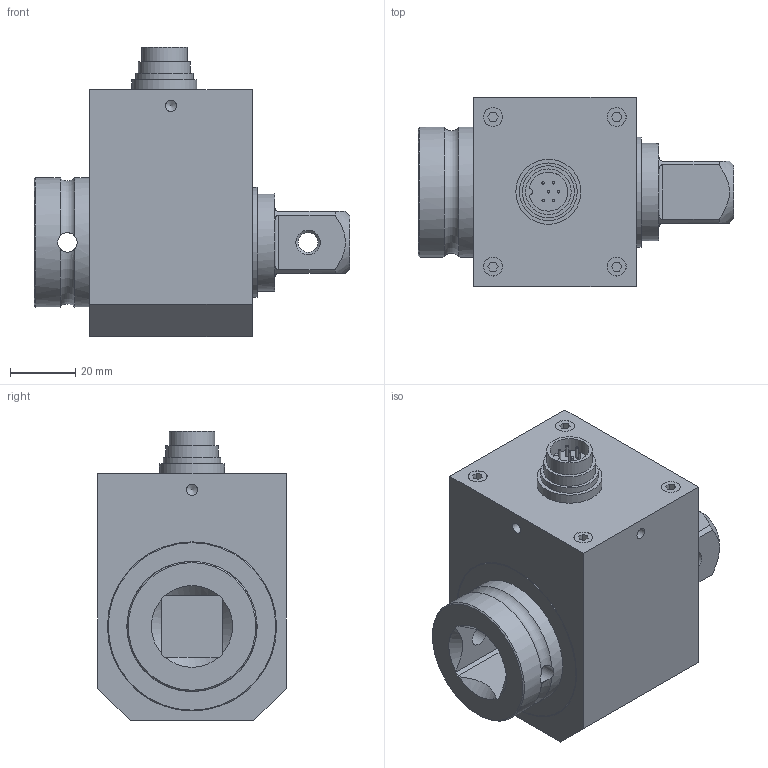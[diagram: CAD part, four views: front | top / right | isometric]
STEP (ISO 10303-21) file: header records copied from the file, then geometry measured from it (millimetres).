
FILE_DESCRIPTION((''),'2;1');
FILE_NAME('TRD300 500 N-m.stp','2010-12-13T13:48:49',('thomasl'),(''),'Autodesk Inventor 2008','Autodesk Inventor 2008','');
FILE_SCHEMA(('AUTOMOTIVE_DESIGN { 1 0 10303 214 1 1 1 1 }'));
Length unit declared in the file: inch
Products named in the file (2): TRD300 500 N-m; PART1
Assembly tree (1 placements, depth 2):
  TRD300 500 N-m
    PART1
Bounding box: 97 x 58 x 89 mm (x, y, z)
Volume: 238078 mm3; surface area: 32361.5 mm2
Topology: 1 solids, 10 shells, 172 faces, 385 edges, 255 vertices
Faces by surface type: plane 94, cylinder 56, cone 20, torus 2
Full cylindrical faces by diameter (mm): 0.762 x6, 2.896 x4, 3.422 x3, 3.505 x4, 3.556 x4, 5.74 x4, 5.842 x4, 6 x3, 14 x1, 16 x1, 17.75 x1, 19.05 x1, 20 x1, 30 x1, 33.8 x1, 40 x2, 52 x1
Entity records: 4560 total; most frequent: CARTESIAN_POINT 949, DIRECTION 744, ORIENTED_EDGE 622, EDGE_CURVE 311, AXIS2_PLACEMENT_3D 296, EDGE_LOOP 266, VERTEX_POINT 239, FACE_OUTER_BOUND 172
